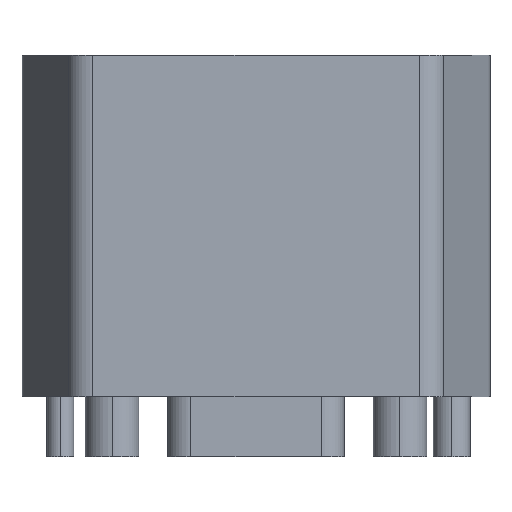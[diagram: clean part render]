
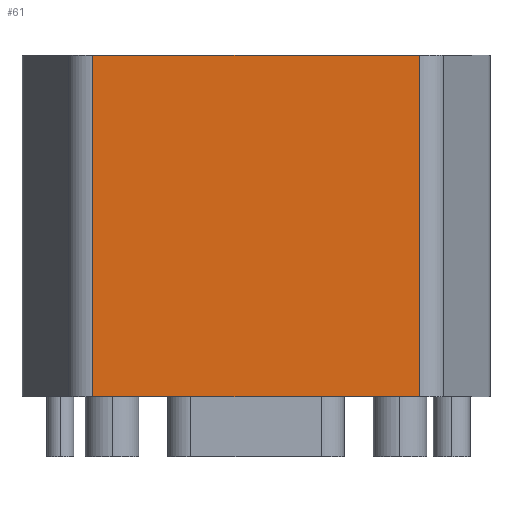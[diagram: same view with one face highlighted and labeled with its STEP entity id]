
A CAD part, front view. The second image highlights one B-rep face of the part: STEP entity #61.
In plain terms, the highlighted free-form (B-spline) face has degree [2, 1] with [3, 2] control points.
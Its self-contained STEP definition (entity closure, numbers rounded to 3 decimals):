
#61=ADVANCED_FACE('',(#99),#543,.T.);
#99=FACE_OUTER_BOUND('',#137,.T.);
#137=EDGE_LOOP('',(#248,#249,#250,#251));
#248=ORIENTED_EDGE('',*,*,#362,.T.);
#249=ORIENTED_EDGE('',*,*,#343,.T.);
#250=ORIENTED_EDGE('',*,*,#363,.F.);
#251=ORIENTED_EDGE('',*,*,#360,.F.);
#343=EDGE_CURVE('',#484,#487,#421,.T.);
#360=EDGE_CURVE('',#498,#499,#438,.T.);
#362=EDGE_CURVE('',#498,#484,#440,.T.);
#363=EDGE_CURVE('',#499,#487,#441,.T.);
#421=(
BOUNDED_CURVE()
B_SPLINE_CURVE(1,(#1020,#1021),.UNSPECIFIED.,.F.,.F.)
B_SPLINE_CURVE_WITH_KNOTS((2,2),(0.,5.1),.UNSPECIFIED.)
CURVE()
GEOMETRIC_REPRESENTATION_ITEM()
RATIONAL_B_SPLINE_CURVE((1.,1.))
REPRESENTATION_ITEM('')
);
#438=(
BOUNDED_CURVE()
B_SPLINE_CURVE(1,(#1073,#1074),.UNSPECIFIED.,.F.,.F.)
B_SPLINE_CURVE_WITH_KNOTS((2,2),(0.,5.1),.UNSPECIFIED.)
CURVE()
GEOMETRIC_REPRESENTATION_ITEM()
RATIONAL_B_SPLINE_CURVE((1.,1.))
REPRESENTATION_ITEM('')
);
#440=(
BOUNDED_CURVE()
B_SPLINE_CURVE(2,(#1078,#1079,#1080),.UNSPECIFIED.,.F.,.F.)
B_SPLINE_CURVE_WITH_KNOTS((3,3),(-14.27,-9.395),
 .UNSPECIFIED.)
CURVE()
GEOMETRIC_REPRESENTATION_ITEM()
RATIONAL_B_SPLINE_CURVE((1.,1.,1.))
REPRESENTATION_ITEM('')
);
#441=(
BOUNDED_CURVE()
B_SPLINE_CURVE(2,(#1081,#1082,#1083),.UNSPECIFIED.,.F.,.F.)
B_SPLINE_CURVE_WITH_KNOTS((3,3),(-14.27,-9.395),
 .UNSPECIFIED.)
CURVE()
GEOMETRIC_REPRESENTATION_ITEM()
RATIONAL_B_SPLINE_CURVE((1.,1.,1.))
REPRESENTATION_ITEM('')
);
#484=VERTEX_POINT('',#984);
#487=VERTEX_POINT('',#987);
#498=VERTEX_POINT('',#998);
#499=VERTEX_POINT('',#999);
#543=(
BOUNDED_SURFACE()
B_SPLINE_SURFACE(2,1,((#932,#933),(#934,#935),(#936,#937)),
 .UNSPECIFIED.,.F.,.F.,.F.)
B_SPLINE_SURFACE_WITH_KNOTS((3,3),(2,2),(-14.27,-9.395),
(0.,5.1),.UNSPECIFIED.)
GEOMETRIC_REPRESENTATION_ITEM()
RATIONAL_B_SPLINE_SURFACE(((1.,1.),(1.,1.),(1.,1.)))
REPRESENTATION_ITEM('')
SURFACE()
);
#932=CARTESIAN_POINT('',(-2.437,-1.18,0.9));
#933=CARTESIAN_POINT('',(-2.437,-1.18,6.));
#934=CARTESIAN_POINT('',(0.,-1.18,0.9));
#935=CARTESIAN_POINT('',(0.,-1.18,6.));
#936=CARTESIAN_POINT('',(2.437,-1.18,0.9));
#937=CARTESIAN_POINT('',(2.437,-1.18,6.));
#984=CARTESIAN_POINT('',(2.437,-1.18,0.9));
#987=CARTESIAN_POINT('',(2.437,-1.18,6.));
#998=CARTESIAN_POINT('',(-2.437,-1.18,0.9));
#999=CARTESIAN_POINT('',(-2.437,-1.18,6.));
#1020=CARTESIAN_POINT('',(2.437,-1.18,0.9));
#1021=CARTESIAN_POINT('',(2.437,-1.18,6.));
#1073=CARTESIAN_POINT('',(-2.437,-1.18,0.9));
#1074=CARTESIAN_POINT('',(-2.437,-1.18,6.));
#1078=CARTESIAN_POINT('',(-2.437,-1.18,0.9));
#1079=CARTESIAN_POINT('',(0.,-1.18,0.9));
#1080=CARTESIAN_POINT('',(2.437,-1.18,0.9));
#1081=CARTESIAN_POINT('',(-2.437,-1.18,6.));
#1082=CARTESIAN_POINT('',(0.,-1.18,6.));
#1083=CARTESIAN_POINT('',(2.437,-1.18,6.));
